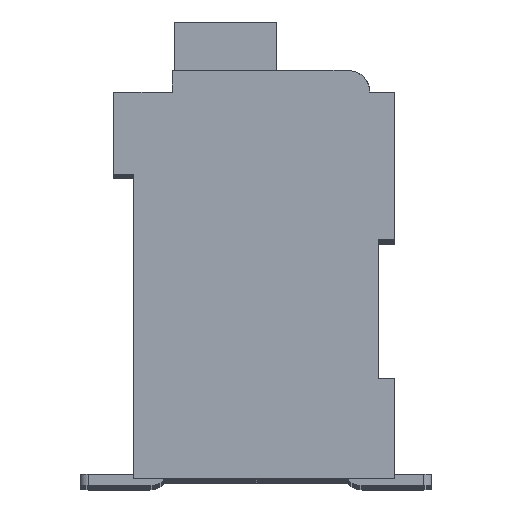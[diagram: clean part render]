
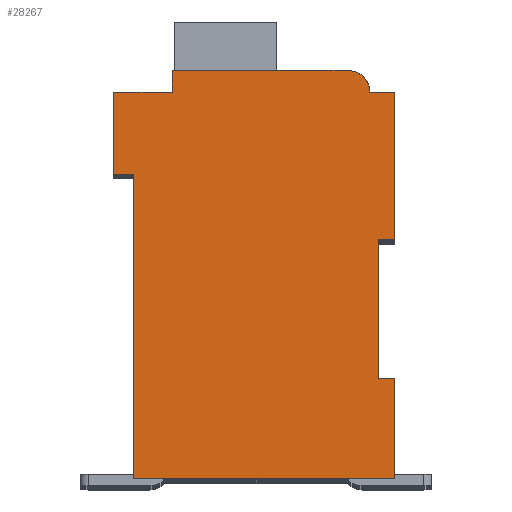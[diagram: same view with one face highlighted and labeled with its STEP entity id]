
A CAD part, top view. The second image highlights one B-rep face of the part: STEP entity #28267.
In plain terms, the highlighted planar face has unit normal (0, 0, 1).
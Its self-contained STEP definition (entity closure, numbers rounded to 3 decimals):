
#4496=DIRECTION('',(1.,0.,0.));
#4497=VECTOR('',#4496,0.5);
#4498=CARTESIAN_POINT('',(7.3,7.15,2.1));
#4499=LINE('',#4498,#4497);
#4500=DIRECTION('',(0.,1.,0.));
#4501=VECTOR('',#4500,4.15);
#4502=CARTESIAN_POINT('',(7.3,3.,2.1));
#4503=LINE('',#4502,#4501);
#4504=DIRECTION('',(-1.,0.,0.));
#4505=VECTOR('',#4504,0.5);
#4506=CARTESIAN_POINT('',(7.8,3.,2.1));
#4507=LINE('',#4506,#4505);
#4508=DIRECTION('',(0.,1.,0.));
#4509=VECTOR('',#4508,3.);
#4510=CARTESIAN_POINT('',(7.8,0.,2.1));
#4511=LINE('',#4510,#4509);
#4512=DIRECTION('',(1.,0.,0.));
#4513=VECTOR('',#4512,7.8);
#4514=CARTESIAN_POINT('',(0.,0.,2.1));
#4515=LINE('',#4514,#4513);
#4516=DIRECTION('',(0.,-1.,0.));
#4517=VECTOR('',#4516,9.1);
#4518=CARTESIAN_POINT('',(0.,9.1,2.1));
#4519=LINE('',#4518,#4517);
#4520=DIRECTION('',(1.,0.,0.));
#4521=VECTOR('',#4520,0.6);
#4522=CARTESIAN_POINT('',(-0.6,9.1,2.1));
#4523=LINE('',#4522,#4521);
#4524=DIRECTION('',(0.,-1.,0.));
#4525=VECTOR('',#4524,2.45);
#4526=CARTESIAN_POINT('',(-0.6,11.55,2.1));
#4527=LINE('',#4526,#4525);
#4528=DIRECTION('',(-1.,0.,0.));
#4529=VECTOR('',#4528,1.75);
#4530=CARTESIAN_POINT('',(1.15,11.55,2.1));
#4531=LINE('',#4530,#4529);
#4532=DIRECTION('',(0.,-1.,0.));
#4533=VECTOR('',#4532,0.65);
#4534=CARTESIAN_POINT('',(1.15,12.2,2.1));
#4535=LINE('',#4534,#4533);
#4536=DIRECTION('',(-1.,0.,0.));
#4537=VECTOR('',#4536,5.25);
#4538=CARTESIAN_POINT('',(6.4,12.2,2.1));
#4539=LINE('',#4538,#4537);
#4540=CARTESIAN_POINT('',(6.4,11.55,2.1));
#4541=DIRECTION('',(0.,0.,1.));
#4542=DIRECTION('',(1.,0.,0.));
#4543=AXIS2_PLACEMENT_3D('',#4540,#4541,#4542);
#4545=DIRECTION('',(-1.,0.,0.));
#4546=VECTOR('',#4545,0.75);
#4547=CARTESIAN_POINT('',(7.8,11.55,2.1));
#4548=LINE('',#4547,#4546);
#4549=DIRECTION('',(0.,1.,0.));
#4550=VECTOR('',#4549,4.4);
#4551=CARTESIAN_POINT('',(7.8,7.15,2.1));
#4552=LINE('',#4551,#4550);
#18691=CARTESIAN_POINT('',(7.3,7.15,2.1));
#18692=CARTESIAN_POINT('',(7.8,7.15,2.1));
#18693=VERTEX_POINT('',#18691);
#18694=VERTEX_POINT('',#18692);
#18695=CARTESIAN_POINT('',(7.8,11.55,2.1));
#18696=VERTEX_POINT('',#18695);
#18697=CARTESIAN_POINT('',(7.05,11.55,2.1));
#18698=VERTEX_POINT('',#18697);
#18699=CARTESIAN_POINT('',(6.4,12.2,2.1));
#18700=VERTEX_POINT('',#18699);
#18701=CARTESIAN_POINT('',(1.15,12.2,2.1));
#18702=VERTEX_POINT('',#18701);
#18703=CARTESIAN_POINT('',(1.15,11.55,2.1));
#18704=VERTEX_POINT('',#18703);
#18705=CARTESIAN_POINT('',(-0.6,11.55,2.1));
#18706=VERTEX_POINT('',#18705);
#18707=CARTESIAN_POINT('',(-0.6,9.1,2.1));
#18708=VERTEX_POINT('',#18707);
#18709=CARTESIAN_POINT('',(0.,9.1,2.1));
#18710=VERTEX_POINT('',#18709);
#18711=CARTESIAN_POINT('',(0.,0.,2.1));
#18712=VERTEX_POINT('',#18711);
#18713=CARTESIAN_POINT('',(7.8,0.,2.1));
#18714=VERTEX_POINT('',#18713);
#18715=CARTESIAN_POINT('',(7.8,3.,2.1));
#18716=VERTEX_POINT('',#18715);
#18717=CARTESIAN_POINT('',(7.3,3.,2.1));
#18718=VERTEX_POINT('',#18717);
#28243=CARTESIAN_POINT('',(0.,0.,2.1));
#28244=DIRECTION('',(0.,0.,1.));
#28245=DIRECTION('',(1.,0.,0.));
#28246=AXIS2_PLACEMENT_3D('',#28243,#28244,#28245);
#28247=PLANE('',#28246);
#28248=ORIENTED_EDGE('',*,*,#24524,.F.);
#28249=ORIENTED_EDGE('',*,*,#25447,.F.);
#28251=ORIENTED_EDGE('',*,*,#28250,.F.);
#28253=ORIENTED_EDGE('',*,*,#28252,.F.);
#28255=ORIENTED_EDGE('',*,*,#28254,.F.);
#28256=ORIENTED_EDGE('',*,*,#25774,.F.);
#28257=ORIENTED_EDGE('',*,*,#25958,.F.);
#28258=ORIENTED_EDGE('',*,*,#26292,.F.);
#28259=ORIENTED_EDGE('',*,*,#26631,.F.);
#28260=ORIENTED_EDGE('',*,*,#26700,.F.);
#28261=ORIENTED_EDGE('',*,*,#27190,.F.);
#28262=ORIENTED_EDGE('',*,*,#27933,.F.);
#28263=ORIENTED_EDGE('',*,*,#27749,.F.);
#28264=ORIENTED_EDGE('',*,*,#25023,.F.);
#28265=EDGE_LOOP('',(#28248,#28249,#28251,#28253,#28255,#28256,#28257,#28258,
#28259,#28260,#28261,#28262,#28263,#28264));
#28266=FACE_OUTER_BOUND('',#28265,.F.);
#4544=CIRCLE('',#4543,0.65);
#24524=EDGE_CURVE('',#18693,#18694,#4499,.T.);
#25023=EDGE_CURVE('',#18694,#18696,#4552,.T.);
#25447=EDGE_CURVE('',#18718,#18693,#4503,.T.);
#25774=EDGE_CURVE('',#18710,#18712,#4519,.T.);
#25958=EDGE_CURVE('',#18708,#18710,#4523,.T.);
#26292=EDGE_CURVE('',#18706,#18708,#4527,.T.);
#26631=EDGE_CURVE('',#18704,#18706,#4531,.T.);
#26700=EDGE_CURVE('',#18702,#18704,#4535,.T.);
#27190=EDGE_CURVE('',#18700,#18702,#4539,.T.);
#27749=EDGE_CURVE('',#18696,#18698,#4548,.T.);
#27933=EDGE_CURVE('',#18698,#18700,#4544,.T.);
#28250=EDGE_CURVE('',#18716,#18718,#4507,.T.);
#28252=EDGE_CURVE('',#18714,#18716,#4511,.T.);
#28254=EDGE_CURVE('',#18712,#18714,#4515,.T.);
#28267=ADVANCED_FACE('',(#28266),#28247,.T.);
